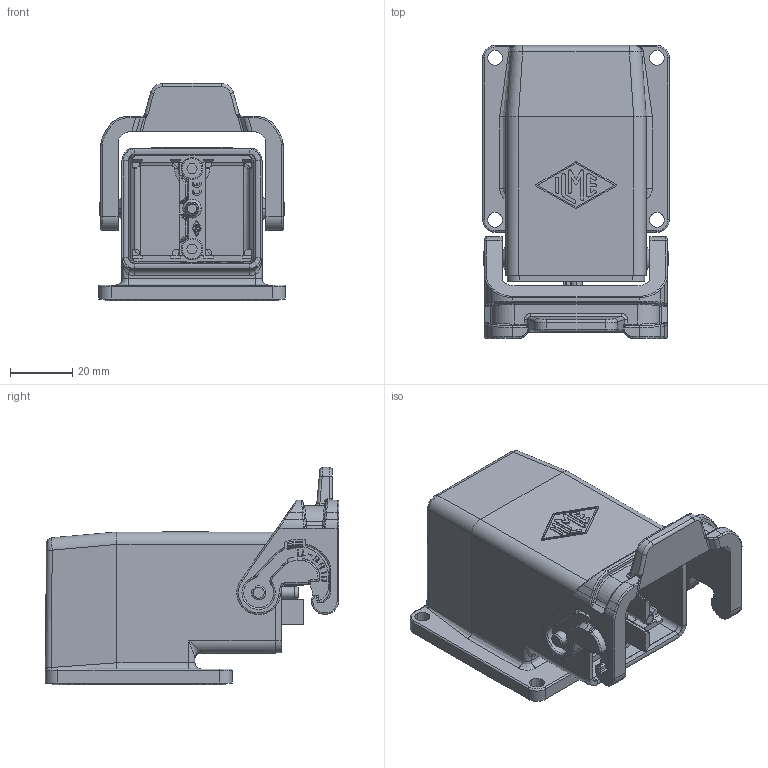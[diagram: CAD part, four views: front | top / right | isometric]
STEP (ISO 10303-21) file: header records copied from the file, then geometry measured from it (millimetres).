
FILE_DESCRIPTION(('Creo Elements/Direct Modeling STEP Export'),'2;1');
FILE_NAME('0ln7uvk5tn76uin2880','2023-11-14T14:27:52',(''),(''),'Creo Elements/Direct Modeling STEP processor for AP214 (Solid Model)','Creo Elements/Direct Modeling 20.1B 02-Apr-2019 (C) Parametric Technology GmbH','');
FILE_SCHEMA(('AUTOMOTIVE_DESIGN { 1 0 10303 214 1 1 1 1 }'));
Products named in the file (2): CXA 02 IA
Assembly tree (1 placements, depth 2):
  CXA 02 IA
    CXA 02 IA
Bounding box: 60 x 94.2 x 69.75 mm (x, y, z)
Volume: 64762.9 mm3; surface area: 46143.3 mm2
Topology: 1 solids, 1 shells, 1694 faces, 4488 edges, 2856 vertices
Faces by surface type: plane 945, cylinder 469, bspline 138, torus 104, cone 30, sphere 8
Entity records: 86183 total; most frequent: CARTESIAN_POINT 32106, ORIENTED_EDGE 8954, DIRECTION 7789, EDGE_CURVE 4477, VECTOR 2967, LINE 2967, VERTEX_POINT 2856, AXIS2_PLACEMENT_3D 2411
